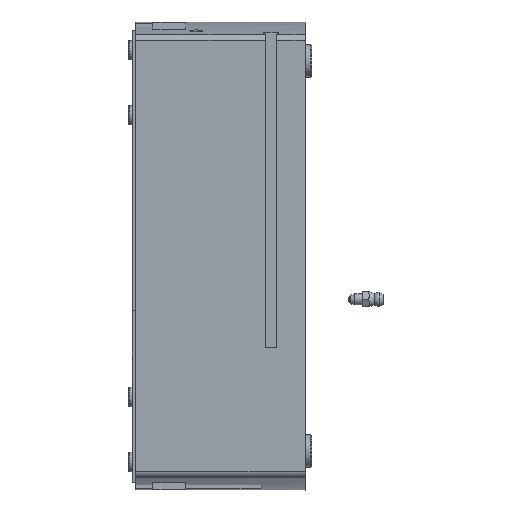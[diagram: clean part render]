
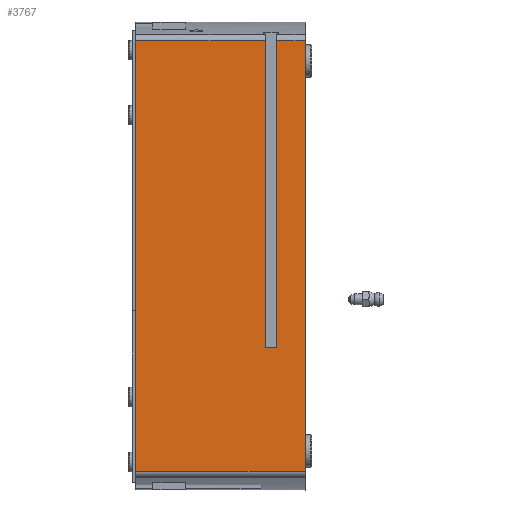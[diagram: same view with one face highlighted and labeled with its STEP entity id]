
A CAD part, left-side view. The second image highlights one B-rep face of the part: STEP entity #3767.
In plain terms, the highlighted planar face has unit normal (-1, 0, 0).
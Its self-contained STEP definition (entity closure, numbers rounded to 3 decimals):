
#800=ORIENTED_EDGE('',*,*,#1731,.F.);
#801=ORIENTED_EDGE('',*,*,#1739,.T.);
#802=ORIENTED_EDGE('',*,*,#1740,.F.);
#803=ORIENTED_EDGE('',*,*,#1741,.T.);
#804=ORIENTED_EDGE('',*,*,#1742,.F.);
#805=ORIENTED_EDGE('',*,*,#1737,.F.);
#806=ORIENTED_EDGE('',*,*,#1743,.T.);
#807=ORIENTED_EDGE('',*,*,#1744,.T.);
#1731=EDGE_CURVE('',#2198,#2199,#2498,.T.);
#1737=EDGE_CURVE('',#2200,#2201,#2501,.T.);
#1739=EDGE_CURVE('',#2198,#2202,#2502,.T.);
#1740=EDGE_CURVE('',#2203,#2202,#2503,.T.);
#1741=EDGE_CURVE('',#2203,#2204,#2504,.T.);
#1742=EDGE_CURVE('',#2201,#2204,#2505,.T.);
#1743=EDGE_CURVE('',#2200,#2205,#2506,.T.);
#1744=EDGE_CURVE('',#2205,#2199,#2507,.T.);
#2198=VERTEX_POINT('',#6379);
#2199=VERTEX_POINT('',#6381);
#2200=VERTEX_POINT('',#6389);
#2201=VERTEX_POINT('',#6391);
#2202=VERTEX_POINT('',#6395);
#2203=VERTEX_POINT('',#6397);
#2204=VERTEX_POINT('',#6399);
#2205=VERTEX_POINT('',#6402);
#2498=LINE('',#6380,#2701);
#2501=LINE('',#6390,#2704);
#2502=LINE('',#6394,#2705);
#2503=LINE('',#6396,#2706);
#2504=LINE('',#6398,#2707);
#2505=LINE('',#6400,#2708);
#2506=LINE('',#6401,#2709);
#2507=LINE('',#6403,#2710);
#2701=VECTOR('',#4834,1000.);
#2704=VECTOR('',#4847,1000.);
#2705=VECTOR('',#4852,1000.);
#2706=VECTOR('',#4853,1000.);
#2707=VECTOR('',#4854,1000.);
#2708=VECTOR('',#4855,1000.);
#2709=VECTOR('',#4856,1000.);
#2710=VECTOR('',#4857,1000.);
#2873=EDGE_LOOP('',(#800,#801,#802,#803,#804,#805,#806,#807));
#3268=FACE_BOUND('',#2873,.T.);
#3628=PLANE('',#4165);
#3767=ADVANCED_FACE('',(#3268),#3628,.F.);
#4165=AXIS2_PLACEMENT_3D('',#6393,#4850,#4851);
#4834=DIRECTION('',(0.,-1.,0.));
#4847=DIRECTION('',(0.,0.,1.));
#4850=DIRECTION('',(1.,0.,0.));
#4851=DIRECTION('',(0.,0.,-1.));
#4852=DIRECTION('',(0.,0.,-1.));
#4853=DIRECTION('',(0.,-1.,0.));
#4854=DIRECTION('',(0.,0.,1.));
#4855=DIRECTION('',(0.,-1.,0.));
#4856=DIRECTION('',(0.,-1.,0.));
#4857=DIRECTION('',(0.,0.,1.));
#6379=CARTESIAN_POINT('',(-53.,13.2,99.296));
#6380=CARTESIAN_POINT('',(-53.,78.3,99.296));
#6381=CARTESIAN_POINT('',(-53.,0.,99.296));
#6389=CARTESIAN_POINT('',(-53.,78.3,-99.296));
#6390=CARTESIAN_POINT('',(-53.,78.3,-109.));
#6391=CARTESIAN_POINT('',(-53.,78.3,99.296));
#6393=CARTESIAN_POINT('',(-53.,78.3,-109.));
#6394=CARTESIAN_POINT('',(-53.,13.2,-109.));
#6395=CARTESIAN_POINT('',(-53.,13.2,-42.));
#6396=CARTESIAN_POINT('',(-53.,78.3,-42.));
#6397=CARTESIAN_POINT('',(-53.,18.4,-42.));
#6398=CARTESIAN_POINT('',(-53.,18.4,-109.));
#6399=CARTESIAN_POINT('',(-53.,18.4,99.296));
#6400=CARTESIAN_POINT('',(-53.,78.3,99.296));
#6401=CARTESIAN_POINT('',(-53.,78.3,-99.296));
#6402=CARTESIAN_POINT('',(-53.,0.,-99.296));
#6403=CARTESIAN_POINT('',(-53.,0.,-109.));
